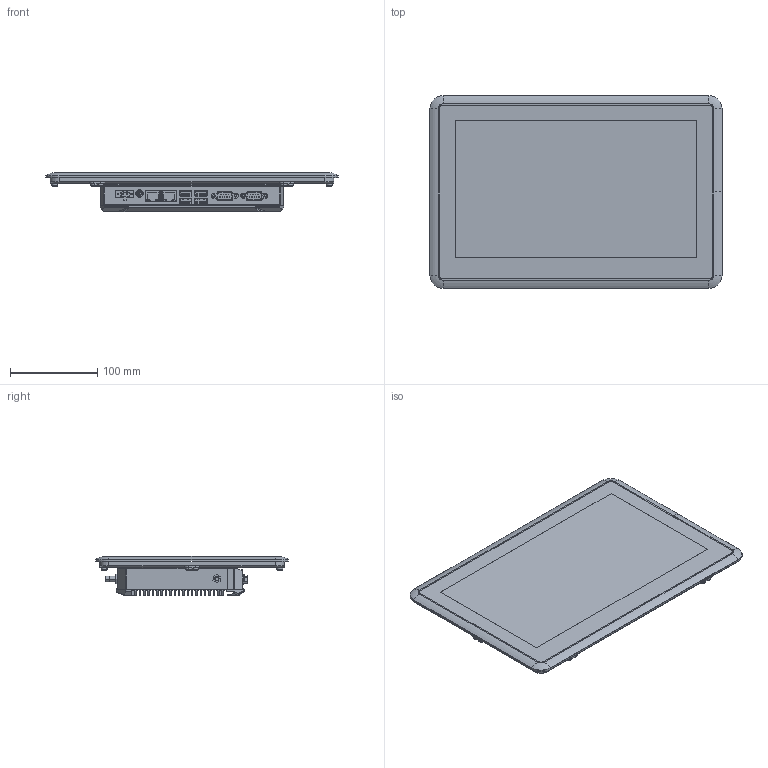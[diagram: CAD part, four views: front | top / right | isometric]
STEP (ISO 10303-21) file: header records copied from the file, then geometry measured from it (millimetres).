
FILE_DESCRIPTION (( 'STEP AP214' ), '1' );
FILE_NAME ('AS54F13CXXX.STEP', '2021-03-03T06:59:54', ( 'dhb' ), ( '' ), 'SwSTEP 2.0', 'SolidWorks 2016', '' );
FILE_SCHEMA (( 'AUTOMOTIVE_DESIGN' ));
Length unit declared in the file: millimetre
Products named in the file (1): AS54F13CXXX
Bounding box: 335.68 x 221.72 x 45 mm (x, y, z)
Surface area: 272559.2 mm2 (no closed solid volume)
Topology: 0 solids, 71 shells, 909 faces, 3387 edges, 2474 vertices
Faces by surface type: plane 491, cylinder 312, cone 48, torus 29, bspline 29
Entity records: 45867 total; most frequent: CARTESIAN_POINT 7917, DIRECTION 5810, ORIENTED_EDGE 5143, EDGE_CURVE 3351, VERTEX_POINT 2474, LINE 2224, VECTOR 2224, AXIS2_PLACEMENT_3D 1793
